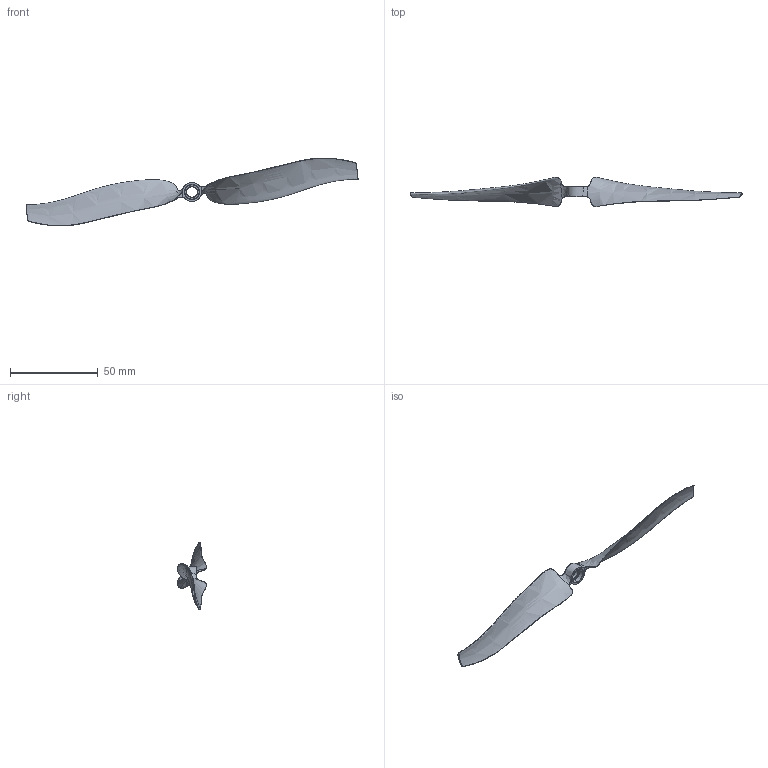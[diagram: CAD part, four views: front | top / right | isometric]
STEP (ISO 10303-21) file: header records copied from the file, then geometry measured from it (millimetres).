
FILE_DESCRIPTION(('FreeCAD Model'),'2;1');
FILE_NAME('Open CASCADE Shape Model','2025-04-17T06:30:25',('FreeCAD'),( 'FreeCAD'),'Open CASCADE STEP processor 7.6','FreeCAD','Unknown');
FILE_SCHEMA(('AUTOMOTIVE_DESIGN { 1 0 10303 214 1 1 1 1 }'));
Length unit declared in the file: millimetre
Products named in the file (1): Open CASCADE STEP translator 7.6 1
Bounding box: 189.29 x 16.86 x 38.59 mm (x, y, z)
Volume: 4039.6 mm3; surface area: 6763.9 mm2
Topology: 1 solids, 1 shells, 105 faces, 245 edges, 140 vertices
Faces by surface type: bspline 105
Entity records: 8697 total; most frequent: CARTESIAN_POINT 7345, ORIENTED_EDGE 482, EDGE_CURVE 241, B_SPLINE_CURVE_WITH_KNOTS 141, VERTEX_POINT 140, FACE_BOUND 109, EDGE_LOOP 109, ADVANCED_FACE 105
